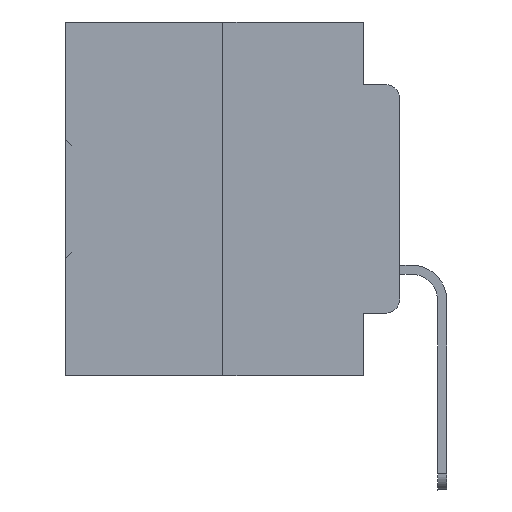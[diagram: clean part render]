
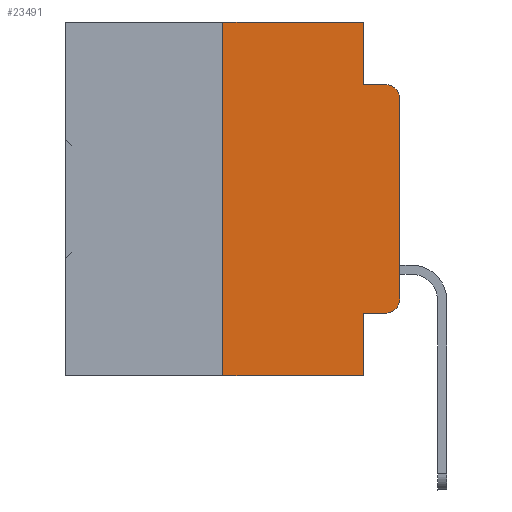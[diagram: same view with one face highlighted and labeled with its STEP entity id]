
A CAD part, left-side view. The second image highlights one B-rep face of the part: STEP entity #23491.
In plain terms, the highlighted planar face has unit normal (-1, 0, 0).
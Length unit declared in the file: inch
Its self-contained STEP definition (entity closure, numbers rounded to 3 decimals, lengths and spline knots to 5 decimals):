
#293 = VERTEX_POINT ( 'NONE', #28689 ) ;
#411 = VERTEX_POINT ( 'NONE', #9647 ) ;
#560 = CIRCLE ( 'NONE', #13538, 0.02 ) ;
#644 = DIRECTION ( 'NONE',  ( 0., 0., -1. ) ) ;
#1419 = DIRECTION ( 'NONE',  ( 0., -1., 0. ) ) ;
#1772 = LINE ( 'NONE', #32808, #11218 ) ;
#2457 = CARTESIAN_POINT ( 'NONE',  ( 0., 0.473, 0. ) ) ;
#2643 = DIRECTION ( 'NONE',  ( 0., 0., -1. ) ) ;
#3015 = CIRCLE ( 'NONE', #28344, 0.02 ) ;
#3122 = VERTEX_POINT ( 'NONE', #33437 ) ;
#3370 = DIRECTION ( 'NONE',  ( -1., 0., 0. ) ) ;
#3449 = ORIENTED_EDGE ( 'NONE', *, *, #18301, .T. ) ;
#3784 = CARTESIAN_POINT ( 'NONE',  ( 0., 0., -0.1085 ) ) ;
#4626 = ORIENTED_EDGE ( 'NONE', *, *, #12981, .F. ) ;
#5532 = ORIENTED_EDGE ( 'NONE', *, *, #33737, .T. ) ;
#5927 = DIRECTION ( 'NONE',  ( 0., 0., 1. ) ) ;
#6172 = CARTESIAN_POINT ( 'NONE',  ( 0., 0.02, -0.1085 ) ) ;
#6233 = AXIS2_PLACEMENT_3D ( 'NONE', #2457, #33676, #2643 ) ;
#6677 = EDGE_CURVE ( 'NONE', #3122, #19733, #14972, .T. ) ;
#7478 = CARTESIAN_POINT ( 'NONE',  ( 0., 0.02, -0.0885 ) ) ;
#7588 = PLANE ( 'NONE',  #6233 ) ;
#8948 = DIRECTION ( 'NONE',  ( 0., -1., 0. ) ) ;
#9086 = EDGE_CURVE ( 'NONE', #3122, #29175, #29191, .T. ) ;
#9241 = CARTESIAN_POINT ( 'NONE',  ( 0., 0., 0. ) ) ;
#9647 = CARTESIAN_POINT ( 'NONE',  ( 0., 0.051, -0.0885 ) ) ;
#9989 = VECTOR ( 'NONE', #32573, 39.37008 ) ;
#10324 = CARTESIAN_POINT ( 'NONE',  ( 0., 0.051, 0. ) ) ;
#10522 = EDGE_CURVE ( 'NONE', #30083, #19733, #35669, .T. ) ;
#11102 = VECTOR ( 'NONE', #18274, 39.37008 ) ;
#11218 = VECTOR ( 'NONE', #1419, 39.37008 ) ;
#11825 = CARTESIAN_POINT ( 'NONE',  ( 0., 0.473, -0.5 ) ) ;
#12981 = EDGE_CURVE ( 'NONE', #29175, #31628, #33914, .T. ) ;
#13203 = CARTESIAN_POINT ( 'NONE',  ( 0., 0.25, 0. ) ) ;
#13538 = AXIS2_PLACEMENT_3D ( 'NONE', #20169, #3370, #25894 ) ;
#14235 = EDGE_CURVE ( 'NONE', #31628, #411, #23812, .T. ) ;
#14795 = DIRECTION ( 'NONE',  ( 0., -1., 0. ) ) ;
#14972 = LINE ( 'NONE', #11825, #32718 ) ;
#15341 = ORIENTED_EDGE ( 'NONE', *, *, #20778, .F. ) ;
#18014 = VERTEX_POINT ( 'NONE', #19412 ) ;
#18274 = DIRECTION ( 'NONE',  ( 0., 0., 1. ) ) ;
#18301 = EDGE_CURVE ( 'NONE', #293, #33485, #32342, .T. ) ;
#18482 = ORIENTED_EDGE ( 'NONE', *, *, #14235, .F. ) ;
#19412 = CARTESIAN_POINT ( 'NONE',  ( 0., 0.02, -0.4115 ) ) ;
#19733 = VERTEX_POINT ( 'NONE', #21476 ) ;
#20169 = CARTESIAN_POINT ( 'NONE',  ( 0., 0.02, -0.3915 ) ) ;
#20628 = CARTESIAN_POINT ( 'NONE',  ( 0., 0.051, 0. ) ) ;
#20758 = VECTOR ( 'NONE', #24860, 39.37008 ) ;
#20778 = EDGE_CURVE ( 'NONE', #411, #31857, #21283, .T. ) ;
#20841 = ORIENTED_EDGE ( 'NONE', *, *, #29616, .T. ) ;
#21070 = ORIENTED_EDGE ( 'NONE', *, *, #10522, .F. ) ;
#21283 = LINE ( 'NONE', #33121, #9989 ) ;
#21476 = CARTESIAN_POINT ( 'NONE',  ( 0., 0.051, -0.5 ) ) ;
#23491 = ADVANCED_FACE ( 'NONE', ( #24983 ), #7588, .F. ) ;
#23812 = LINE ( 'NONE', #26586, #20758 ) ;
#24140 = ORIENTED_EDGE ( 'NONE', *, *, #6677, .T. ) ;
#24860 = DIRECTION ( 'NONE',  ( 0., 0., -1. ) ) ;
#24983 = FACE_OUTER_BOUND ( 'NONE', #34132, .T. ) ;
#25403 = CARTESIAN_POINT ( 'NONE',  ( 0., 0.473, 0. ) ) ;
#25894 = DIRECTION ( 'NONE',  ( 0., 0., -1. ) ) ;
#25939 = DIRECTION ( 'NONE',  ( -1., 0., 0. ) ) ;
#26586 = CARTESIAN_POINT ( 'NONE',  ( 0., 0.051, 0. ) ) ;
#27169 = ORIENTED_EDGE ( 'NONE', *, *, #29224, .T. ) ;
#28344 = AXIS2_PLACEMENT_3D ( 'NONE', #6172, #25939, #644 ) ;
#28689 = CARTESIAN_POINT ( 'NONE',  ( 0., 0., -0.3915 ) ) ;
#29175 = VERTEX_POINT ( 'NONE', #13203 ) ;
#29191 = LINE ( 'NONE', #34568, #35480 ) ;
#29224 = EDGE_CURVE ( 'NONE', #30083, #18014, #1772, .T. ) ;
#29616 = EDGE_CURVE ( 'NONE', #33485, #31857, #3015, .T. ) ;
#29668 = ORIENTED_EDGE ( 'NONE', *, *, #9086, .F. ) ;
#30071 = CARTESIAN_POINT ( 'NONE',  ( 0., 0.051, -0.4115 ) ) ;
#30083 = VERTEX_POINT ( 'NONE', #30071 ) ;
#31400 = VECTOR ( 'NONE', #8948, 39.37008 ) ;
#31628 = VERTEX_POINT ( 'NONE', #20628 ) ;
#31857 = VERTEX_POINT ( 'NONE', #7478 ) ;
#32342 = LINE ( 'NONE', #9241, #11102 ) ;
#32573 = DIRECTION ( 'NONE',  ( 0., -1., 0. ) ) ;
#32718 = VECTOR ( 'NONE', #14795, 39.37008 ) ;
#32808 = CARTESIAN_POINT ( 'NONE',  ( 0., 0.051, -0.4115 ) ) ;
#32883 = DIRECTION ( 'NONE',  ( 0., 0., -1. ) ) ;
#33121 = CARTESIAN_POINT ( 'NONE',  ( 0., 0.051, -0.0885 ) ) ;
#33437 = CARTESIAN_POINT ( 'NONE',  ( 0., 0.25, -0.5 ) ) ;
#33485 = VERTEX_POINT ( 'NONE', #3784 ) ;
#33676 = DIRECTION ( 'NONE',  ( 1., 0., 0. ) ) ;
#33737 = EDGE_CURVE ( 'NONE', #18014, #293, #560, .T. ) ;
#33914 = LINE ( 'NONE', #25403, #31400 ) ;
#34132 = EDGE_LOOP ( 'NONE', ( #3449, #20841, #15341, #18482, #4626, #29668, #24140, #21070, #27169, #5532 ) ) ;
#34568 = CARTESIAN_POINT ( 'NONE',  ( 0., 0.25, 0. ) ) ;
#34809 = VECTOR ( 'NONE', #32883, 39.37008 ) ;
#35480 = VECTOR ( 'NONE', #5927, 39.37008 ) ;
#35669 = LINE ( 'NONE', #10324, #34809 ) ;
